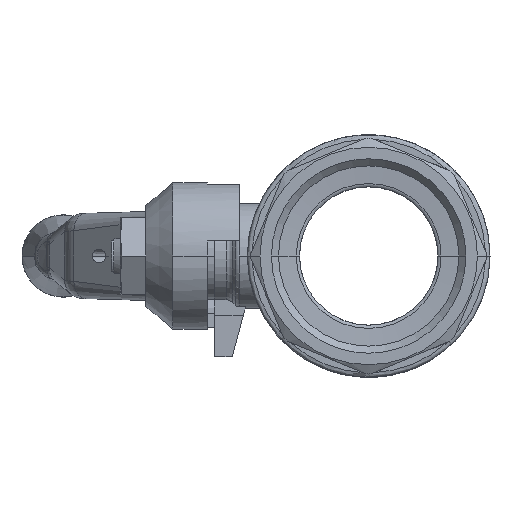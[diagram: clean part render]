
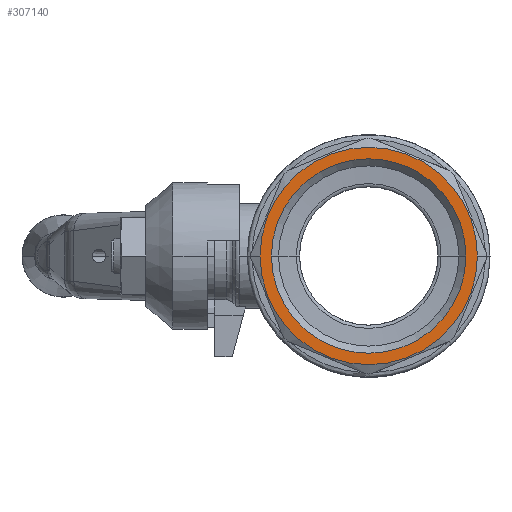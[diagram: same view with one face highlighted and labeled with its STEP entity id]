
A CAD part, left-side view. The second image highlights one B-rep face of the part: STEP entity #307140.
In plain terms, the highlighted face is planar.
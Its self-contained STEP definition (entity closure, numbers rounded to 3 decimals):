
#305170=CARTESIAN_POINT('',(38.25,23.75,
0.));
#305180=VERTEX_POINT('',#305170);
#306680=CARTESIAN_POINT('',(38.25,-23.75,0.));
#306690=VERTEX_POINT('',#306680);
#306720=CARTESIAN_POINT('',(38.25,0.,0.));
#306730=DIRECTION('',(-1.,0.,0.));
#306740=DIRECTION('',(0.,-1.,0.));
#306750=AXIS2_PLACEMENT_3D('',#306720,#306730,#306740);
#306760=CIRCLE('',#306750,23.75);
#306770=EDGE_CURVE('',#305180,#306690,#306760,.T.);
#306890=CARTESIAN_POINT('',(38.25,-22.5,0.));
#306900=DIRECTION('',(1.,0.,0.));
#306910=DIRECTION('',(0.,1.,0.));
#306920=AXIS2_PLACEMENT_3D('',#306890,#306900,#306910);
#306930=PLANE('',#306920);
#306940=CARTESIAN_POINT('',(38.25,0.,0.));
#306950=DIRECTION('',(1.,0.,0.));
#306960=DIRECTION('',(0.,1.,0.));
#306970=AXIS2_PLACEMENT_3D('',#306940,#306950,#306960);
#306980=CIRCLE('',#306970,21.25);
#306990=CARTESIAN_POINT('',(38.25,-21.25,0.
));
#307000=VERTEX_POINT('',#306990);
#307010=CARTESIAN_POINT('',(38.25,21.25,0.));
#307020=VERTEX_POINT('',#307010);
#307030=EDGE_CURVE('',#307000,#307020,#306980,.T.);
#307040=ORIENTED_EDGE('',*,*,#307030,.F.);
#307050=EDGE_CURVE('',#307020,#307000,#306980,.T.);
#307060=ORIENTED_EDGE('',*,*,#307050,.F.);
#307070=EDGE_LOOP('',(#307060,#307040));
#307080=FACE_BOUND('',#307070,.T.);
#307090=EDGE_CURVE('',#306690,#305180,#306760,.T.);
#307100=ORIENTED_EDGE('',*,*,#307090,.F.);
#307110=ORIENTED_EDGE('',*,*,#306770,.F.);
#307120=EDGE_LOOP('',(#307110,#307100));
#307130=FACE_OUTER_BOUND('',#307120,.T.);
#307140=ADVANCED_FACE('',(#307080,#307130),#306930,.T.);
